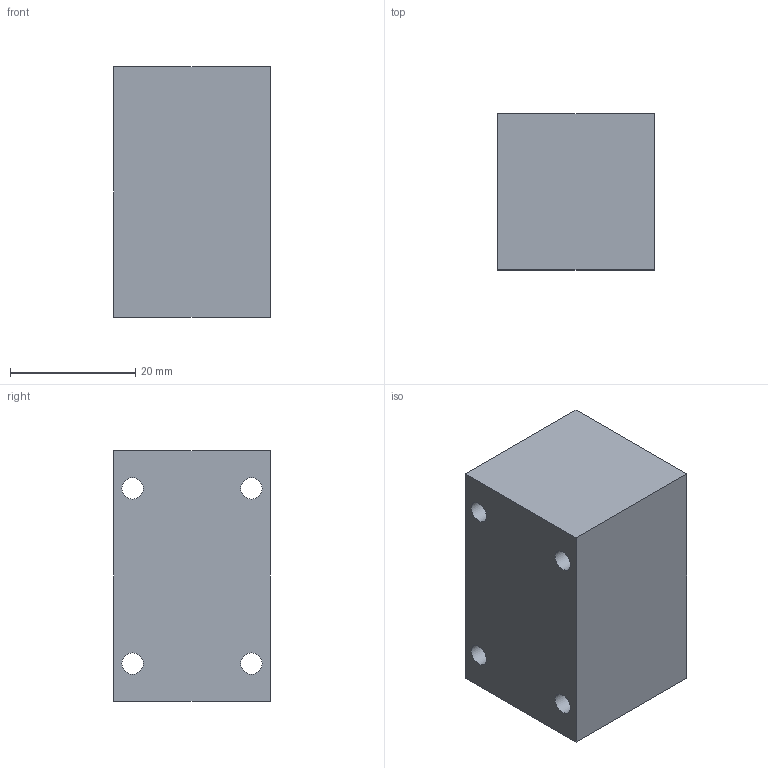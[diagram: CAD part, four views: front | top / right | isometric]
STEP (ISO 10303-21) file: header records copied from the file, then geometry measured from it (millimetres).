
FILE_DESCRIPTION (( 'STEP AP214' ), '1' );
FILE_NAME ('L-25-320_Airtec.step', '2018-12-05T13:24:34', ( '' ), ( '' ), 'SwSTEP 2.0', 'SolidWorks 2010', '' );
FILE_SCHEMA (( 'AUTOMOTIVE_DESIGN' ));
Length unit declared in the file: millimetre
Products named in the file (1): L-25-320_Airtec
Bounding box: 25 x 25 x 40 mm (x, y, z)
Volume: 23560.6 mm3; surface area: 6755.1 mm2
Topology: 1 solids, 1 shells, 90 faces, 250 edges, 165 vertices
Faces by surface type: plane 76, cylinder 9, cone 5
Full cylindrical faces by diameter (mm): 3.4 x4, 4.134 x5
Entity records: 2767 total; most frequent: CARTESIAN_POINT 482, ORIENTED_EDGE 462, DIRECTION 431, EDGE_CURVE 231, LINE 213, VECTOR 213, VERTEX_POINT 160, EDGE_LOOP 115
